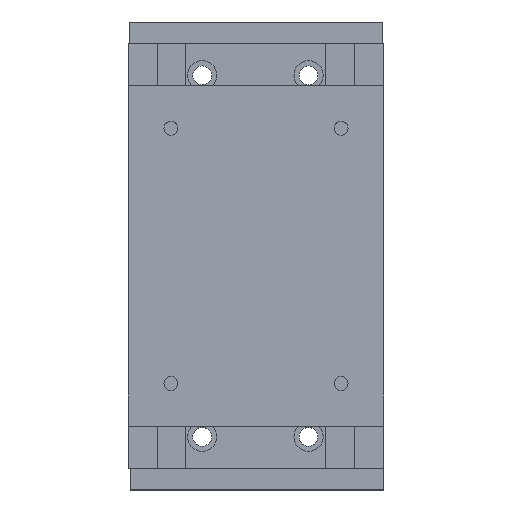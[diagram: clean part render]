
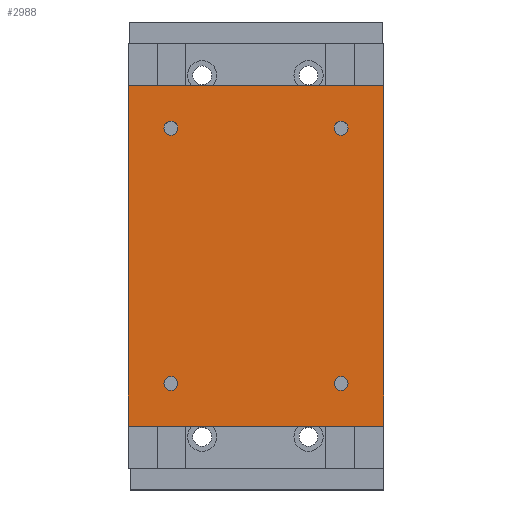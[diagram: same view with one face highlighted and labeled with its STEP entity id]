
A CAD part, top view. The second image highlights one B-rep face of the part: STEP entity #2988.
In plain terms, the highlighted planar face has unit normal (0, 0, 1).
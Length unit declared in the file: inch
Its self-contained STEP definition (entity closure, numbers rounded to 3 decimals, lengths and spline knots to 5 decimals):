
#2282=CARTESIAN_POINT('',(-0.918,-1.0,0.38125));
#2283=VERTEX_POINT('',#2282);
#2299=CARTESIAN_POINT('',(-1.082,-1.0,0.38125));
#2300=VERTEX_POINT('',#2299);
#2307=CARTESIAN_POINT('',(-1.0,-1.0,0.38125));
#2308=DIRECTION('',(0.0,0.0,-1.0));
#2309=DIRECTION('',(1.0,0.0,0.0));
#2310=AXIS2_PLACEMENT_3D('',#2307,#2308,#2309);
#2311=CIRCLE('',#2310,0.082);
#2312=EDGE_CURVE('',#2283,#2300,#2311,.T.);
#2345=CARTESIAN_POINT('',(1.082,2.0,0.38125));
#2346=VERTEX_POINT('',#2345);
#2362=CARTESIAN_POINT('',(0.918,2.0,0.38125));
#2363=VERTEX_POINT('',#2362);
#2370=CARTESIAN_POINT('',(1.0,2.0,0.38125));
#2371=DIRECTION('',(0.0,0.0,-1.0));
#2372=DIRECTION('',(1.0,0.0,0.0));
#2373=AXIS2_PLACEMENT_3D('',#2370,#2371,#2372);
#2374=CIRCLE('',#2373,0.082);
#2375=EDGE_CURVE('',#2346,#2363,#2374,.T.);
#2408=CARTESIAN_POINT('',(1.082,-1.0,0.38125));
#2409=VERTEX_POINT('',#2408);
#2425=CARTESIAN_POINT('',(0.918,-1.0,0.38125));
#2426=VERTEX_POINT('',#2425);
#2433=CARTESIAN_POINT('',(1.0,-1.0,0.38125));
#2434=DIRECTION('',(0.0,0.0,-1.0));
#2435=DIRECTION('',(1.0,0.0,0.0));
#2436=AXIS2_PLACEMENT_3D('',#2433,#2434,#2435);
#2437=CIRCLE('',#2436,0.082);
#2438=EDGE_CURVE('',#2409,#2426,#2437,.T.);
#2471=CARTESIAN_POINT('',(-0.918,2.0,0.38125));
#2472=VERTEX_POINT('',#2471);
#2488=CARTESIAN_POINT('',(-1.082,2.0,0.38125));
#2489=VERTEX_POINT('',#2488);
#2496=CARTESIAN_POINT('',(-1.0,2.0,0.38125));
#2497=DIRECTION('',(0.0,0.0,-1.0));
#2498=DIRECTION('',(1.0,0.0,0.0));
#2499=AXIS2_PLACEMENT_3D('',#2496,#2497,#2498);
#2500=CIRCLE('',#2499,0.082);
#2501=EDGE_CURVE('',#2472,#2489,#2500,.T.);
#2533=CARTESIAN_POINT('',(-1.0,2.0,0.38125));
#2534=DIRECTION('',(0.0,0.0,-1.0));
#2535=DIRECTION('',(1.0,0.0,0.0));
#2536=AXIS2_PLACEMENT_3D('',#2533,#2534,#2535);
#2537=CIRCLE('',#2536,0.082);
#2538=EDGE_CURVE('',#2489,#2472,#2537,.T.);
#2578=CARTESIAN_POINT('',(1.0,-1.0,0.38125));
#2579=DIRECTION('',(0.0,0.0,-1.0));
#2580=DIRECTION('',(1.0,0.0,0.0));
#2581=AXIS2_PLACEMENT_3D('',#2578,#2579,#2580);
#2582=CIRCLE('',#2581,0.082);
#2583=EDGE_CURVE('',#2426,#2409,#2582,.T.);
#2623=CARTESIAN_POINT('',(1.0,2.0,0.38125));
#2624=DIRECTION('',(0.0,0.0,-1.0));
#2625=DIRECTION('',(1.0,0.0,0.0));
#2626=AXIS2_PLACEMENT_3D('',#2623,#2624,#2625);
#2627=CIRCLE('',#2626,0.082);
#2628=EDGE_CURVE('',#2363,#2346,#2627,.T.);
#2688=CARTESIAN_POINT('',(-1.5,2.5,0.38125));
#2689=VERTEX_POINT('',#2688);
#2696=CARTESIAN_POINT('',(1.5,2.5,0.38125));
#2697=VERTEX_POINT('',#2696);
#2698=CARTESIAN_POINT('',(1.5,2.5,0.38125));
#2699=DIRECTION('',(-1.0,0.0,0.0));
#2700=VECTOR('',#2699,3.0);
#2701=LINE('',#2698,#2700);
#2702=EDGE_CURVE('',#2697,#2689,#2701,.T.);
#2772=CARTESIAN_POINT('',(-1.0,-1.0,0.38125));
#2773=DIRECTION('',(0.0,0.0,-1.0));
#2774=DIRECTION('',(1.0,0.0,0.0));
#2775=AXIS2_PLACEMENT_3D('',#2772,#2773,#2774);
#2776=CIRCLE('',#2775,0.082);
#2777=EDGE_CURVE('',#2300,#2283,#2776,.T.);
#2930=CARTESIAN_POINT('',(1.5,-1.5,0.38125));
#2931=VERTEX_POINT('',#2930);
#2932=CARTESIAN_POINT('',(1.5,-1.5,0.38125));
#2933=DIRECTION('',(0.0,1.0,0.0));
#2934=VECTOR('',#2933,4.0);
#2935=LINE('',#2932,#2934);
#2936=EDGE_CURVE('',#2931,#2697,#2935,.T.);
#2949=CARTESIAN_POINT('',(1.5,-1.5,0.38125));
#2950=DIRECTION('',(0.0,0.0,1.0));
#2951=DIRECTION('',(1.0,0.0,0.0));
#2952=AXIS2_PLACEMENT_3D('',#2949,#2950,#2951);
#2953=PLANE('',#2952);
#2954=CARTESIAN_POINT('',(-1.5,-1.5,0.38125));
#2955=VERTEX_POINT('',#2954);
#2956=CARTESIAN_POINT('',(-1.5,-1.5,0.38125));
#2957=DIRECTION('',(0.0,1.0,0.0));
#2958=VECTOR('',#2957,4.0);
#2959=LINE('',#2956,#2958);
#2960=EDGE_CURVE('',#2955,#2689,#2959,.T.);
#2961=ORIENTED_EDGE('',*,*,#2960,.F.);
#2962=CARTESIAN_POINT('',(1.5,-1.5,0.38125));
#2963=DIRECTION('',(-1.0,0.0,0.0));
#2964=VECTOR('',#2963,3.0);
#2965=LINE('',#2962,#2964);
#2966=EDGE_CURVE('',#2931,#2955,#2965,.T.);
#2967=ORIENTED_EDGE('',*,*,#2966,.F.);
#2968=ORIENTED_EDGE('',*,*,#2936,.T.);
#2969=ORIENTED_EDGE('',*,*,#2702,.T.);
#2970=EDGE_LOOP('',(#2961,#2967,#2968,#2969));
#2971=FACE_OUTER_BOUND('',#2970,.T.);
#2972=ORIENTED_EDGE('',*,*,#2501,.T.);
#2973=ORIENTED_EDGE('',*,*,#2538,.T.);
#2974=EDGE_LOOP('',(#2972,#2973));
#2975=FACE_BOUND('',#2974,.T.);
#2976=ORIENTED_EDGE('',*,*,#2438,.T.);
#2977=ORIENTED_EDGE('',*,*,#2583,.T.);
#2978=EDGE_LOOP('',(#2976,#2977));
#2979=FACE_BOUND('',#2978,.T.);
#2980=ORIENTED_EDGE('',*,*,#2375,.T.);
#2981=ORIENTED_EDGE('',*,*,#2628,.T.);
#2982=EDGE_LOOP('',(#2980,#2981));
#2983=FACE_BOUND('',#2982,.T.);
#2984=ORIENTED_EDGE('',*,*,#2312,.T.);
#2985=ORIENTED_EDGE('',*,*,#2777,.T.);
#2986=EDGE_LOOP('',(#2984,#2985));
#2987=FACE_BOUND('',#2986,.T.);
#2988=ADVANCED_FACE('',(#2971,#2975,#2979,#2983,#2987),#2953,.T.);
